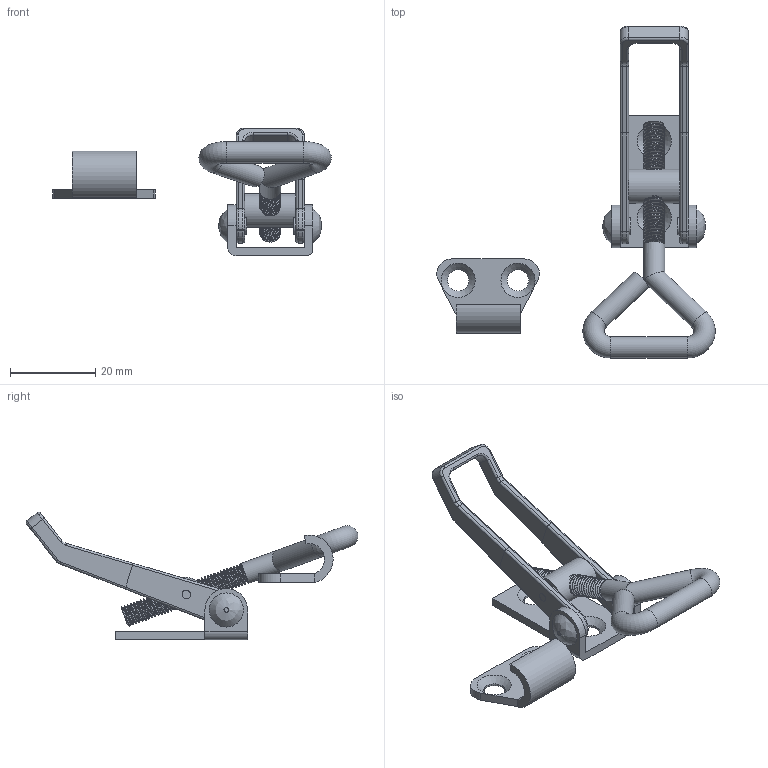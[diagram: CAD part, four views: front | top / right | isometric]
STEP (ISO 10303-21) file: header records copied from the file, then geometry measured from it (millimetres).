
FILE_DESCRIPTION(/* description */ (''),/* implementation_level */ '2;1');
FILE_NAME(/* name */ 'Toggle Clamp GH-4001.step',/* time_stamp */ '2022-11-17T10:30:18+07:00',/* author */ (''),/* organization */ (''),/* preprocessor_version */ 'ST-DEVELOPER v19.2',/* originating_system */ 'Autodesk Translation Framework v11.17.0.187',/* authorisation */ '');
FILE_SCHEMA (('AUTOMOTIVE_DESIGN { 1 0 10303 214 3 1 1 }'));
Length unit declared in the file: millimetre
Products named in the file (8): Toggle Clamp GH-4001; Base Braket; Handle; Pin; Pin (1); Pin Thread; Hook; Toggle Clamp 4001 - Pasangan v2
Assembly tree (8 placements, depth 3):
  Toggle Clamp GH-4001
    Base Braket
    Handle
    Pin
      Pin (1)  x2
    Pin Thread
    Hook
    Toggle Clamp 4001 - Pasangan v2
Bounding box: 65.18 x 77.73 x 29.9 mm (x, y, z)
Volume: 6100.2 mm3; surface area: 7474.6 mm2
Topology: 9 solids, 9 shells, 275 faces, 699 edges, 446 vertices
Faces by surface type: cylinder 173, plane 60, torus 26, bspline 12, cone 4
Full cylindrical faces by diameter (mm): 2 x4, 3.99 x14, 4 x6, 4.234 x2, 4.901 x24, 5 x8, 5.12 x4, 8 x1
Entity records: 14318 total; most frequent: CARTESIAN_POINT 7842, ORIENTED_EDGE 1386, DIRECTION 1177, EDGE_CURVE 693, AXIS2_PLACEMENT_3D 453, VERTEX_POINT 442, EDGE_LOOP 295, LINE 271
